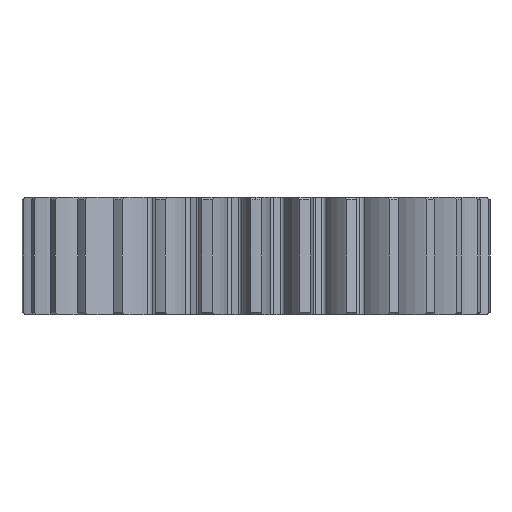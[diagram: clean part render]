
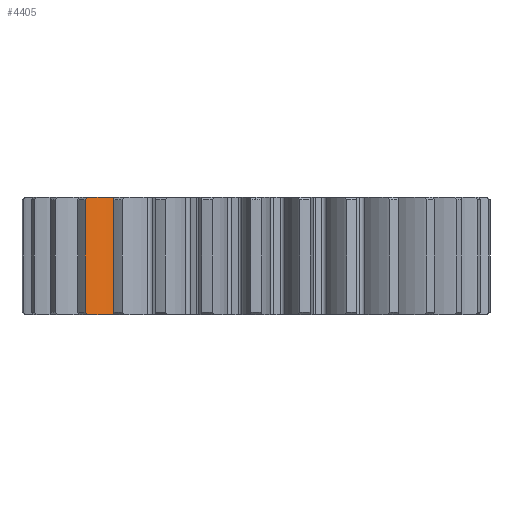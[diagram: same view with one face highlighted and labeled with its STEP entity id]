
A CAD part, left-side view. The second image highlights one B-rep face of the part: STEP entity #4405.
In plain terms, the highlighted cylindrical face has radius 31.016 mm (diameter 62.031 mm), a partial arc.
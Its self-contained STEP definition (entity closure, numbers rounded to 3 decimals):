
#1178 = CARTESIAN_POINT ( 'NONE',  ( -65.847, 69.859, 23. ) ) ;
#1179 = CARTESIAN_POINT ( 'NONE',  ( -65.757, 69.487, 23.332 ) ) ;
#1180 = CARTESIAN_POINT ( 'NONE',  ( -65.66, 69.119, 23.665 ) ) ;
#1181 = CARTESIAN_POINT ( 'NONE',  ( -65.558, 68.755, 24. ) ) ;
#1182 = CARTESIAN_POINT ( 'NONE',  ( -65.558, 68.755, 24. ) ) ;
#1183 = B_SPLINE_CURVE_WITH_KNOTS ( 'NONE', 3,
 ( #1181, #1180, #1179, #1178 ),
 .UNSPECIFIED., .F., .F.,
 ( 4, 4 ),
 ( 0., 0.002 ),
 .UNSPECIFIED. ) ;
#1219 = CARTESIAN_POINT ( 'NONE',  ( -65.558, 68.755, -24. ) ) ;
#1220 = CARTESIAN_POINT ( 'NONE',  ( -65.66, 69.119, -23.665 ) ) ;
#1221 = CARTESIAN_POINT ( 'NONE',  ( -65.757, 69.487, -23.332 ) ) ;
#1222 = CARTESIAN_POINT ( 'NONE',  ( -65.847, 69.859, -23. ) ) ;
#1223 = CARTESIAN_POINT ( 'NONE',  ( -65.558, 68.755, -24. ) ) ;
#1224 = B_SPLINE_CURVE_WITH_KNOTS ( 'NONE', 3,
 ( #1222, #1221, #1220, #1219 ),
 .UNSPECIFIED., .F., .F.,
 ( 4, 4 ),
 ( 0., 0.002 ),
 .UNSPECIFIED. ) ;
#1293 = CARTESIAN_POINT ( 'NONE',  ( -65.847, 69.859, 23. ) ) ;
#1294 = CARTESIAN_POINT ( 'NONE',  ( -65.847, 69.859, -23. ) ) ;
#1295 = DIRECTION ( 'NONE',  ( 0., 0., 1. ) ) ;
#1296 = VECTOR ( 'NONE', #1295, 1000. ) ;
#1297 = CARTESIAN_POINT ( 'NONE',  ( -65.847, 69.859, -24. ) ) ;
#1298 = LINE ( 'NONE', #1297, #1296 ) ;
#3734 = VERTEX_POINT ( 'NONE', #8945 ) ;
#3736 = EDGE_CURVE ( 'NONE', #3734, #5407, #8943, .T. ) ;
#3872 = EDGE_CURVE ( 'NONE', #3873, #5389, #9269, .T. ) ;
#3873 = VERTEX_POINT ( 'NONE', #9264 ) ;
#4405 = ADVANCED_FACE ( 'NONE', ( #10484 ), #10525, .T. ) ;
#4406 = EDGE_LOOP ( 'NONE', ( #4407, #4408, #4410, #4411, #4412, #4413 ) ) ;
#4407 = ORIENTED_EDGE ( 'NONE', *, *, #3736, .F. ) ;
#4408 = ORIENTED_EDGE ( 'NONE', *, *, #4409, .T. ) ;
#4409 = EDGE_CURVE ( 'NONE', #3734, #3873, #10521, .T. ) ;
#4410 = ORIENTED_EDGE ( 'NONE', *, *, #3872, .T. ) ;
#4411 = ORIENTED_EDGE ( 'NONE', *, *, #5388, .T. ) ;
#4412 = ORIENTED_EDGE ( 'NONE', *, *, #5421, .F. ) ;
#4413 = ORIENTED_EDGE ( 'NONE', *, *, #5406, .T. ) ;
#5388 = EDGE_CURVE ( 'NONE', #5389, #5423, #1183, .T. ) ;
#5389 = VERTEX_POINT ( 'NONE', #1182 ) ;
#5406 = EDGE_CURVE ( 'NONE', #5422, #5407, #1224, .T. ) ;
#5407 = VERTEX_POINT ( 'NONE', #1223 ) ;
#5421 = EDGE_CURVE ( 'NONE', #5422, #5423, #1298, .T. ) ;
#5422 = VERTEX_POINT ( 'NONE', #1294 ) ;
#5423 = VERTEX_POINT ( 'NONE', #1293 ) ;
#8939 = DIRECTION ( 'NONE',  ( 0.669, 0.743, 0. ) ) ;
#8940 = DIRECTION ( 'NONE',  ( 0., 0., -1. ) ) ;
#8941 = CARTESIAN_POINT ( 'NONE',  ( -35.701, 77.155, -24. ) ) ;
#8942 = AXIS2_PLACEMENT_3D ( 'NONE', #8941, #8940, #8939 ) ;
#8943 = CIRCLE ( 'NONE', #8942, 31.016 ) ;
#8945 = CARTESIAN_POINT ( 'NONE',  ( -60.251, 58.2, -24. ) ) ;
#9264 = CARTESIAN_POINT ( 'NONE',  ( -60.251, 58.2, 24. ) ) ;
#9265 = DIRECTION ( 'NONE',  ( 0.669, 0.743, 0. ) ) ;
#9266 = DIRECTION ( 'NONE',  ( 0., 0., -1. ) ) ;
#9267 = CARTESIAN_POINT ( 'NONE',  ( -35.701, 77.155, 24. ) ) ;
#9268 = AXIS2_PLACEMENT_3D ( 'NONE', #9267, #9266, #9265 ) ;
#9269 = CIRCLE ( 'NONE', #9268, 31.016 ) ;
#10484 = FACE_OUTER_BOUND ( 'NONE', #4406, .T. ) ;
#10518 = DIRECTION ( 'NONE',  ( 0., 0., 1. ) ) ;
#10519 = VECTOR ( 'NONE', #10518, 1000. ) ;
#10520 = CARTESIAN_POINT ( 'NONE',  ( -60.251, 58.2, -24. ) ) ;
#10521 = LINE ( 'NONE', #10520, #10519 ) ;
#10522 = DIRECTION ( 'NONE',  ( 1., 0., 0. ) ) ;
#10523 = DIRECTION ( 'NONE',  ( 0., 0., 1. ) ) ;
#10524 = AXIS2_PLACEMENT_3D ( 'NONE', #10526, #10523, #10522 ) ;
#10525 = CYLINDRICAL_SURFACE ( 'NONE', #10524, 31.016 ) ;
#10526 = CARTESIAN_POINT ( 'NONE',  ( -35.701, 77.155, -24. ) ) ;
